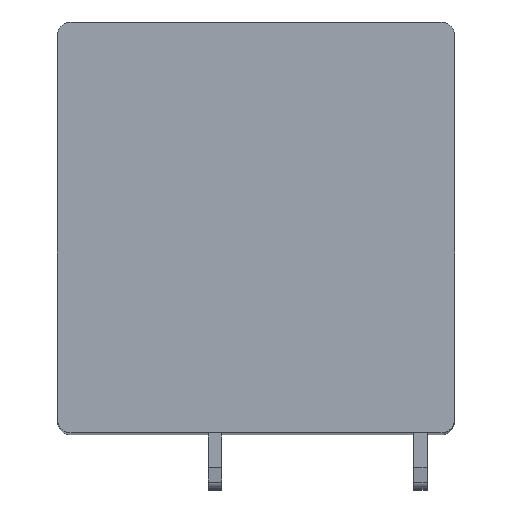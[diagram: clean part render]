
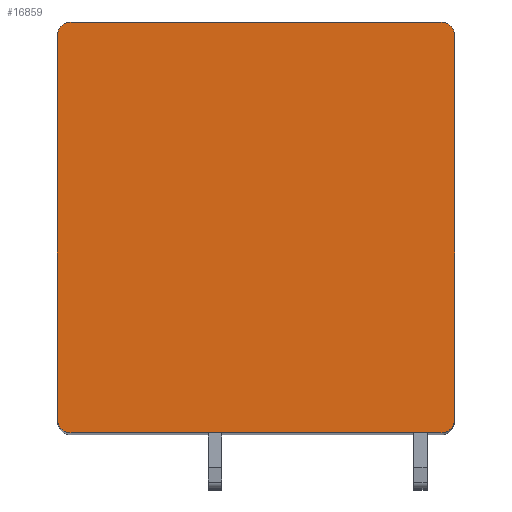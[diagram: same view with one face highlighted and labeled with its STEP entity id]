
A CAD part, top view. The second image highlights one B-rep face of the part: STEP entity #16859.
In plain terms, the highlighted planar face has unit normal (0, 0, 1).
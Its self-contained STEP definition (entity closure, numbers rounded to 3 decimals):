
#5377=CARTESIAN_POINT('',(-13.5,14.,75.));
#5378=DIRECTION('',(0.,0.,1.));
#5379=DIRECTION('',(0.,1.,0.));
#5380=AXIS2_PLACEMENT_3D('',#5377,#5378,#5379);
#5382=DIRECTION('',(-1.,0.,0.));
#5383=VECTOR('',#5382,27.);
#5384=CARTESIAN_POINT('',(13.5,15.,75.));
#5385=LINE('',#5384,#5383);
#5386=CARTESIAN_POINT('',(13.5,14.,75.));
#5387=DIRECTION('',(0.,0.,1.));
#5388=DIRECTION('',(1.,0.,0.));
#5389=AXIS2_PLACEMENT_3D('',#5386,#5387,#5388);
#5391=DIRECTION('',(0.,1.,0.));
#5392=VECTOR('',#5391,28.);
#5393=CARTESIAN_POINT('',(14.5,-14.,75.));
#5394=LINE('',#5393,#5392);
#5395=CARTESIAN_POINT('',(13.5,-14.,75.));
#5396=DIRECTION('',(0.,0.,1.));
#5397=DIRECTION('',(0.,-1.,0.));
#5398=AXIS2_PLACEMENT_3D('',#5395,#5396,#5397);
#5400=DIRECTION('',(1.,0.,0.));
#5401=VECTOR('',#5400,27.);
#5402=CARTESIAN_POINT('',(-13.5,-15.,75.));
#5403=LINE('',#5402,#5401);
#5404=CARTESIAN_POINT('',(-13.5,-14.,75.));
#5405=DIRECTION('',(0.,0.,1.));
#5406=DIRECTION('',(-1.,0.,0.));
#5407=AXIS2_PLACEMENT_3D('',#5404,#5405,#5406);
#5409=DIRECTION('',(0.,-1.,0.));
#5410=VECTOR('',#5409,28.);
#5411=CARTESIAN_POINT('',(-14.5,14.,75.));
#5412=LINE('',#5411,#5410);
#7788=CARTESIAN_POINT('',(-13.5,15.,75.));
#7789=VERTEX_POINT('',#7788);
#7790=CARTESIAN_POINT('',(-14.5,14.,75.));
#7791=VERTEX_POINT('',#7790);
#7796=CARTESIAN_POINT('',(14.5,14.,75.));
#7797=VERTEX_POINT('',#7796);
#7798=CARTESIAN_POINT('',(13.5,15.,75.));
#7799=VERTEX_POINT('',#7798);
#7804=CARTESIAN_POINT('',(-14.5,-14.,75.));
#7805=VERTEX_POINT('',#7804);
#7806=CARTESIAN_POINT('',(-13.5,-15.,75.));
#7807=VERTEX_POINT('',#7806);
#7812=CARTESIAN_POINT('',(13.5,-15.,75.));
#7813=VERTEX_POINT('',#7812);
#7814=CARTESIAN_POINT('',(14.5,-14.,75.));
#7815=VERTEX_POINT('',#7814);
#16844=CARTESIAN_POINT('',(0.,0.,75.));
#16845=DIRECTION('',(0.,0.,1.));
#16846=DIRECTION('',(1.,0.,0.));
#16847=AXIS2_PLACEMENT_3D('',#16844,#16845,#16846);
#16848=PLANE('',#16847);
#16849=ORIENTED_EDGE('',*,*,#9084,.F.);
#16850=ORIENTED_EDGE('',*,*,#9100,.F.);
#16851=ORIENTED_EDGE('',*,*,#9737,.F.);
#16852=ORIENTED_EDGE('',*,*,#9752,.F.);
#16853=ORIENTED_EDGE('',*,*,#9765,.F.);
#16854=ORIENTED_EDGE('',*,*,#9778,.F.);
#16855=ORIENTED_EDGE('',*,*,#15169,.F.);
#16856=ORIENTED_EDGE('',*,*,#15181,.F.);
#16857=EDGE_LOOP('',(#16849,#16850,#16851,#16852,#16853,#16854,#16855,#16856));
#16858=FACE_OUTER_BOUND('',#16857,.F.);
#5381=CIRCLE('',#5380,1.);
#5390=CIRCLE('',#5389,1.);
#5399=CIRCLE('',#5398,1.);
#5408=CIRCLE('',#5407,1.);
#9084=EDGE_CURVE('',#7789,#7791,#5381,.T.);
#9100=EDGE_CURVE('',#7799,#7789,#5385,.T.);
#9737=EDGE_CURVE('',#7797,#7799,#5390,.T.);
#9752=EDGE_CURVE('',#7815,#7797,#5394,.T.);
#9765=EDGE_CURVE('',#7813,#7815,#5399,.T.);
#9778=EDGE_CURVE('',#7807,#7813,#5403,.T.);
#15169=EDGE_CURVE('',#7805,#7807,#5408,.T.);
#15181=EDGE_CURVE('',#7791,#7805,#5412,.T.);
#16859=ADVANCED_FACE('',(#16858),#16848,.T.);
